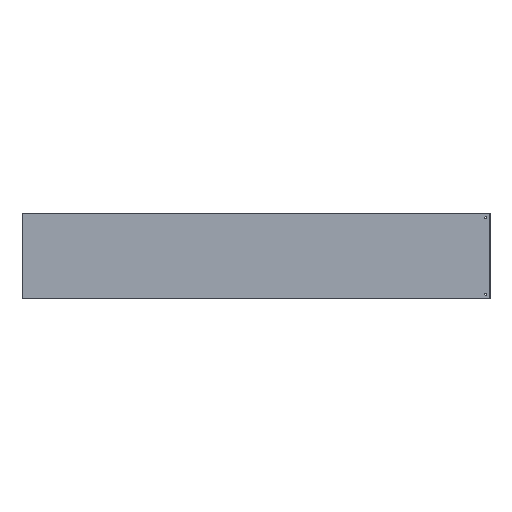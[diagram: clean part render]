
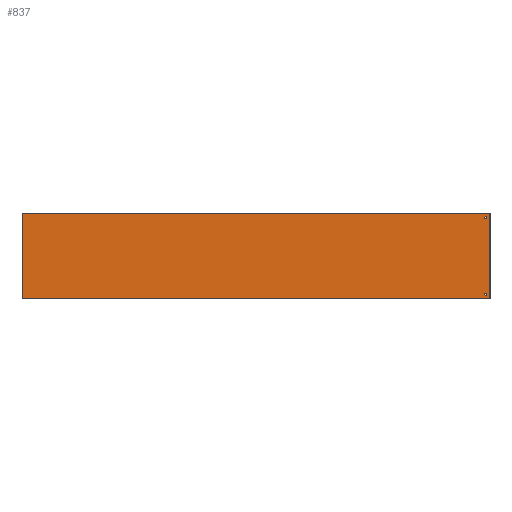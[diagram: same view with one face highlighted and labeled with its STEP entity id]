
A CAD part, top view. The second image highlights one B-rep face of the part: STEP entity #837.
In plain terms, the highlighted planar face has unit normal (0, 0, 1).
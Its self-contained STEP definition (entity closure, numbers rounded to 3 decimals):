
#66 = CIRCLE ( 'NONE', #128, 4. ) ;
#103 = CIRCLE ( 'NONE', #380, 4. ) ;
#128 = AXIS2_PLACEMENT_3D ( 'NONE', #2316, #2317, #2318 ) ;
#179 = EDGE_CURVE ( 'NONE', #2067, #2066, #66, .T. ) ;
#181 = EDGE_CURVE ( 'NONE', #2057, #2064, #103, .T. ) ;
#262 = EDGE_CURVE ( 'NONE', #2158, #2156, #2658, .T. ) ;
#263 = EDGE_CURVE ( 'NONE', #2159, #2158, #2670, .T. ) ;
#275 = EDGE_CURVE ( 'NONE', #2157, #2159, #2634, .T. ) ;
#276 = EDGE_CURVE ( 'NONE', #2156, #2157, #2648, .T. ) ;
#277 = EDGE_CURVE ( 'NONE', #2066, #2067, #2673, .T. ) ;
#278 = EDGE_CURVE ( 'NONE', #2064, #2057, #2651, .T. ) ;
#380 = AXIS2_PLACEMENT_3D ( 'NONE', #2319, #2321, #2322 ) ;
#411 = AXIS2_PLACEMENT_3D ( 'NONE', #2543, #2551, #2552 ) ;
#415 = AXIS2_PLACEMENT_3D ( 'NONE', #2546, #2549, #2550 ) ;
#507 = AXIS2_PLACEMENT_3D ( 'NONE', #1689, #1696, #1697 ) ;
#837 = ADVANCED_FACE ( 'NONE', ( #1099, #1105, #1107 ), #1694, .T. ) ;
#1099 = FACE_BOUND ( 'NONE', #2749, .T. ) ;
#1105 = FACE_BOUND ( 'NONE', #2943, .T. ) ;
#1107 = FACE_OUTER_BOUND ( 'NONE', #2925, .T. ) ;
#1373 = ORIENTED_EDGE ( 'NONE', *, *, #262, .F. ) ;
#1416 = ORIENTED_EDGE ( 'NONE', *, *, #276, .F. ) ;
#1456 = ORIENTED_EDGE ( 'NONE', *, *, #181, .T. ) ;
#1497 = ORIENTED_EDGE ( 'NONE', *, *, #278, .T. ) ;
#1538 = ORIENTED_EDGE ( 'NONE', *, *, #179, .T. ) ;
#1577 = ORIENTED_EDGE ( 'NONE', *, *, #275, .F. ) ;
#1639 = ORIENTED_EDGE ( 'NONE', *, *, #263, .F. ) ;
#1689 = CARTESIAN_POINT ( 'NONE',  ( -1047., -190., 1.5 ) ) ;
#1694 = PLANE ( 'NONE',  #507 ) ;
#1696 = DIRECTION ( 'NONE',  ( 0., 0., 1. ) ) ;
#1697 = DIRECTION ( 'NONE',  ( 1., 0., 0. ) ) ;
#1859 = CARTESIAN_POINT ( 'NONE',  ( 1025., 172., 1.5 ) ) ;
#1862 = CARTESIAN_POINT ( 'NONE',  ( 1033., 172., 1.5 ) ) ;
#1869 = CARTESIAN_POINT ( 'NONE',  ( 1025., -172., 1.5 ) ) ;
#1870 = CARTESIAN_POINT ( 'NONE',  ( 1033., -172., 1.5 ) ) ;
#1946 = ORIENTED_EDGE ( 'NONE', *, *, #277, .T. ) ;
#1973 = CARTESIAN_POINT ( 'NONE',  ( 1046.9, -189.99, 1.5 ) ) ;
#1974 = CARTESIAN_POINT ( 'NONE',  ( -1046.9, -189.99, 1.5 ) ) ;
#1975 = CARTESIAN_POINT ( 'NONE',  ( 1046.9, 189.99, 1.5 ) ) ;
#1976 = CARTESIAN_POINT ( 'NONE',  ( -1046.9, 189.99, 1.5 ) ) ;
#2057 = VERTEX_POINT ( 'NONE', #1862 ) ;
#2064 = VERTEX_POINT ( 'NONE', #1859 ) ;
#2066 = VERTEX_POINT ( 'NONE', #1869 ) ;
#2067 = VERTEX_POINT ( 'NONE', #1870 ) ;
#2156 = VERTEX_POINT ( 'NONE', #1973 ) ;
#2157 = VERTEX_POINT ( 'NONE', #1974 ) ;
#2158 = VERTEX_POINT ( 'NONE', #1975 ) ;
#2159 = VERTEX_POINT ( 'NONE', #1976 ) ;
#2316 = CARTESIAN_POINT ( 'NONE',  ( 1029., -172., 1.5 ) ) ;
#2317 = DIRECTION ( 'NONE',  ( 0., 0., -1. ) ) ;
#2318 = DIRECTION ( 'NONE',  ( 1., 0., 0. ) ) ;
#2319 = CARTESIAN_POINT ( 'NONE',  ( 1029., 172., 1.5 ) ) ;
#2321 = DIRECTION ( 'NONE',  ( 0., 0., -1. ) ) ;
#2322 = DIRECTION ( 'NONE',  ( 1., 0., 0. ) ) ;
#2499 = CARTESIAN_POINT ( 'NONE',  ( -1047., 189.99, 1.5 ) ) ;
#2514 = CARTESIAN_POINT ( 'NONE',  ( 1046.9, 189.99, 1.5 ) ) ;
#2515 = DIRECTION ( 'NONE',  ( 0., -1., 0. ) ) ;
#2517 = DIRECTION ( 'NONE',  ( 1., 0., 0. ) ) ;
#2536 = CARTESIAN_POINT ( 'NONE',  ( 1047., -189.99, 1.5 ) ) ;
#2543 = CARTESIAN_POINT ( 'NONE',  ( 1029., 172., 1.5 ) ) ;
#2544 = CARTESIAN_POINT ( 'NONE',  ( -1046.9, -189.99, 1.5 ) ) ;
#2545 = DIRECTION ( 'NONE',  ( 0., 1., 0. ) ) ;
#2546 = CARTESIAN_POINT ( 'NONE',  ( 1029., -172., 1.5 ) ) ;
#2547 = DIRECTION ( 'NONE',  ( -1., 0., 0. ) ) ;
#2549 = DIRECTION ( 'NONE',  ( 0., 0., -1. ) ) ;
#2550 = DIRECTION ( 'NONE',  ( 1., 0., 0. ) ) ;
#2551 = DIRECTION ( 'NONE',  ( 0., 0., -1. ) ) ;
#2552 = DIRECTION ( 'NONE',  ( 1., 0., 0. ) ) ;
#2634 = LINE ( 'NONE', #2544, #2659 ) ;
#2635 = VECTOR ( 'NONE', #2515, 1000. ) ;
#2648 = LINE ( 'NONE', #2536, #2664 ) ;
#2651 = CIRCLE ( 'NONE', #411, 4. ) ;
#2653 = VECTOR ( 'NONE', #2517, 1000. ) ;
#2658 = LINE ( 'NONE', #2514, #2635 ) ;
#2659 = VECTOR ( 'NONE', #2545, 1000. ) ;
#2664 = VECTOR ( 'NONE', #2547, 1000. ) ;
#2670 = LINE ( 'NONE', #2499, #2653 ) ;
#2673 = CIRCLE ( 'NONE', #415, 4. ) ;
#2749 = EDGE_LOOP ( 'NONE', ( #1946, #1538 ) ) ;
#2925 = EDGE_LOOP ( 'NONE', ( #1416, #1373, #1639, #1577 ) ) ;
#2943 = EDGE_LOOP ( 'NONE', ( #1497, #1456 ) ) ;
